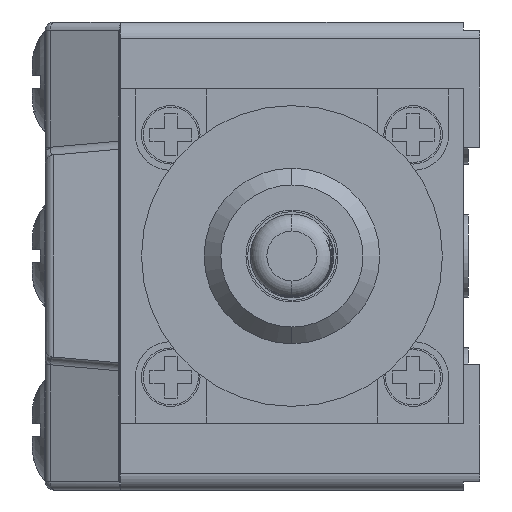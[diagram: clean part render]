
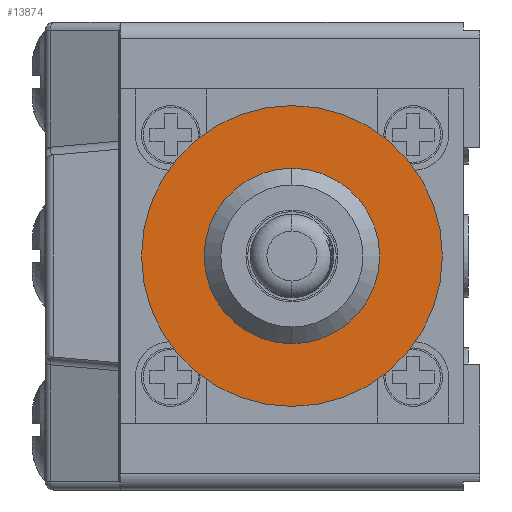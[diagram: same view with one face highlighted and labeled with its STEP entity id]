
A CAD part, left-side view. The second image highlights one B-rep face of the part: STEP entity #13874.
In plain terms, the highlighted planar face has unit normal (-1, 0, 0).
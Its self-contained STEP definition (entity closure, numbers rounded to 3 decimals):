
#62 = EDGE_CURVE ( 'NONE', #15834, #2500, #2381, .T. ) ;
#477 = CARTESIAN_POINT ( 'NONE',  ( -43.85, 10.25, 5.25 ) ) ;
#570 = EDGE_LOOP ( 'NONE', ( #13289, #15406 ) ) ;
#715 = EDGE_CURVE ( 'NONE', #8975, #8149, #20376, .T. ) ;
#1189 = ORIENTED_EDGE ( 'NONE', *, *, #3368, .F. ) ;
#1251 = FACE_BOUND ( 'NONE', #4533, .T. ) ;
#1629 = AXIS2_PLACEMENT_3D ( 'NONE', #15798, #2437, #12550 ) ;
#1759 = AXIS2_PLACEMENT_3D ( 'NONE', #19401, #17662, #14410 ) ;
#2381 = CIRCLE ( 'NONE', #14543, 5.25 ) ;
#2437 = DIRECTION ( 'NONE',  ( -1., 0., 0. ) ) ;
#2500 = VERTEX_POINT ( 'NONE', #7636 ) ;
#2809 = AXIS2_PLACEMENT_3D ( 'NONE', #5402, #13659, #8560 ) ;
#2878 = DIRECTION ( 'NONE',  ( 0., 0., 1. ) ) ;
#2991 = FACE_OUTER_BOUND ( 'NONE', #570, .T. ) ;
#3368 = EDGE_CURVE ( 'NONE', #2500, #15834, #19336, .T. ) ;
#4308 = PLANE ( 'NONE',  #1759 ) ;
#4533 = EDGE_LOOP ( 'NONE', ( #1189, #21248 ) ) ;
#5402 = CARTESIAN_POINT ( 'NONE',  ( -43.85, 10.25, 0. ) ) ;
#7636 = CARTESIAN_POINT ( 'NONE',  ( -43.85, 10.25, -5.25 ) ) ;
#7809 = DIRECTION ( 'NONE',  ( 0., 0., 1. ) ) ;
#8149 = VERTEX_POINT ( 'NONE', #16506 ) ;
#8390 = CIRCLE ( 'NONE', #2809, 9. ) ;
#8560 = DIRECTION ( 'NONE',  ( 0., 0., 1. ) ) ;
#8975 = VERTEX_POINT ( 'NONE', #11702 ) ;
#9761 = DIRECTION ( 'NONE',  ( -1., 0., 0. ) ) ;
#11702 = CARTESIAN_POINT ( 'NONE',  ( -43.85, 10.25, 9. ) ) ;
#12550 = DIRECTION ( 'NONE',  ( 0., 0., 1. ) ) ;
#12678 = CARTESIAN_POINT ( 'NONE',  ( -43.85, 10.25, 0. ) ) ;
#13289 = ORIENTED_EDGE ( 'NONE', *, *, #15608, .T. ) ;
#13659 = DIRECTION ( 'NONE',  ( -1., 0., 0. ) ) ;
#13799 = AXIS2_PLACEMENT_3D ( 'NONE', #14405, #17766, #2878 ) ;
#13874 = ADVANCED_FACE ( 'NONE', ( #1251, #2991 ), #4308, .T. ) ;
#14405 = CARTESIAN_POINT ( 'NONE',  ( -43.85, 10.25, 0. ) ) ;
#14410 = DIRECTION ( 'NONE',  ( 0., 0., 1. ) ) ;
#14543 = AXIS2_PLACEMENT_3D ( 'NONE', #12678, #9761, #7809 ) ;
#15406 = ORIENTED_EDGE ( 'NONE', *, *, #715, .T. ) ;
#15608 = EDGE_CURVE ( 'NONE', #8149, #8975, #8390, .T. ) ;
#15798 = CARTESIAN_POINT ( 'NONE',  ( -43.85, 10.25, 0. ) ) ;
#15834 = VERTEX_POINT ( 'NONE', #477 ) ;
#16506 = CARTESIAN_POINT ( 'NONE',  ( -43.85, 10.25, -9. ) ) ;
#17662 = DIRECTION ( 'NONE',  ( -1., 0., 0. ) ) ;
#17766 = DIRECTION ( 'NONE',  ( -1., 0., 0. ) ) ;
#19336 = CIRCLE ( 'NONE', #13799, 5.25 ) ;
#19401 = CARTESIAN_POINT ( 'NONE',  ( -43.85, 10.25, 0. ) ) ;
#20376 = CIRCLE ( 'NONE', #1629, 9. ) ;
#21248 = ORIENTED_EDGE ( 'NONE', *, *, #62, .F. ) ;
